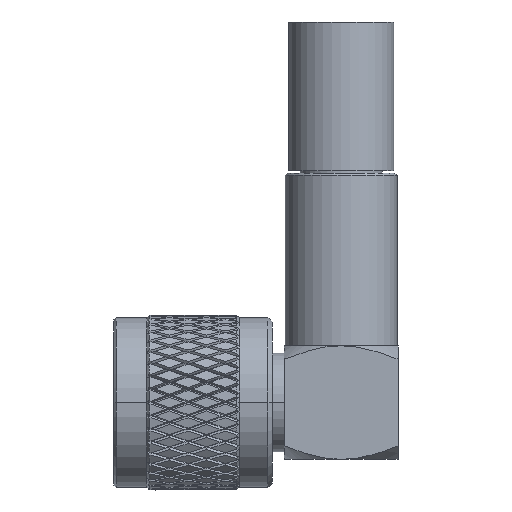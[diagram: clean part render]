
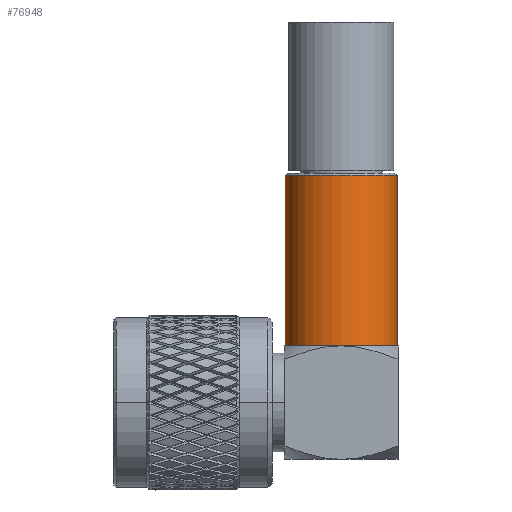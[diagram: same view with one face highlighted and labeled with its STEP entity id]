
A CAD part, front view. The second image highlights one B-rep face of the part: STEP entity #76948.
In plain terms, the highlighted cylindrical face has radius 6.5 mm (diameter 13 mm), a partial arc.
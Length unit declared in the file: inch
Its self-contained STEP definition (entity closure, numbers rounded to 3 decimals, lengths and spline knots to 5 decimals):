
#520 = DIRECTION ( 'NONE',  ( 0., 0., -1. ) ) ;
#1520 = AXIS2_PLACEMENT_3D ( 'NONE', #56636, #12938, #5489 ) ;
#5489 = DIRECTION ( 'NONE',  ( -1., 0., 0. ) ) ;
#8430 = FACE_OUTER_BOUND ( 'NONE', #44410, .T. ) ;
#10244 = EDGE_CURVE ( 'NONE', #71953, #47559, #52059, .T. ) ;
#10508 = CARTESIAN_POINT ( 'NONE',  ( 1.04, 0., 1.04 ) ) ;
#11977 = EDGE_CURVE ( 'NONE', #63301, #62754, #41628, .T. ) ;
#12297 = EDGE_CURVE ( 'NONE', #71953, #62754, #55863, .T. ) ;
#12938 = DIRECTION ( 'NONE',  ( 0., 0., 1. ) ) ;
#19391 = LINE ( 'NONE', #42616, #52956 ) ;
#22392 = DIRECTION ( 'NONE',  ( -1., 0., 0. ) ) ;
#23922 = EDGE_CURVE ( 'NONE', #47559, #63301, #19391, .T. ) ;
#26531 = CARTESIAN_POINT ( 'NONE',  ( 0.78409, 0., 1.04 ) ) ;
#31124 = CARTESIAN_POINT ( 'NONE',  ( 1.29591, 0., 0.26 ) ) ;
#36812 = CARTESIAN_POINT ( 'NONE',  ( 1.04, 0., 1.05 ) ) ;
#40109 = ORIENTED_EDGE ( 'NONE', *, *, #23922, .T. ) ;
#41628 = CIRCLE ( 'NONE', #1520, 0.25591 ) ;
#42378 = CARTESIAN_POINT ( 'NONE',  ( 1.29591, 0., 1.05 ) ) ;
#42616 = CARTESIAN_POINT ( 'NONE',  ( 0.78409, 0., 1.05 ) ) ;
#44410 = EDGE_LOOP ( 'NONE', ( #70242, #69789, #40109, #54971 ) ) ;
#47559 = VERTEX_POINT ( 'NONE', #26531 ) ;
#52059 = CIRCLE ( 'NONE', #90687, 0.25591 ) ;
#52956 = VECTOR ( 'NONE', #77953, 39.37008 ) ;
#54971 = ORIENTED_EDGE ( 'NONE', *, *, #11977, .T. ) ;
#55863 = LINE ( 'NONE', #42378, #72807 ) ;
#56636 = CARTESIAN_POINT ( 'NONE',  ( 1.04, 0., 0.26 ) ) ;
#58893 = DIRECTION ( 'NONE',  ( 0., 0., -1. ) ) ;
#62725 = AXIS2_PLACEMENT_3D ( 'NONE', #36812, #520, #22392 ) ;
#62754 = VERTEX_POINT ( 'NONE', #31124 ) ;
#63301 = VERTEX_POINT ( 'NONE', #63914 ) ;
#63914 = CARTESIAN_POINT ( 'NONE',  ( 0.78409, 0., 0.26 ) ) ;
#64043 = CARTESIAN_POINT ( 'NONE',  ( 1.29591, 0., 1.04 ) ) ;
#69789 = ORIENTED_EDGE ( 'NONE', *, *, #10244, .T. ) ;
#70242 = ORIENTED_EDGE ( 'NONE', *, *, #12297, .F. ) ;
#71953 = VERTEX_POINT ( 'NONE', #64043 ) ;
#72807 = VECTOR ( 'NONE', #84264, 39.37008 ) ;
#76948 = ADVANCED_FACE ( 'NONE', ( #8430 ), #78211, .T. ) ;
#77953 = DIRECTION ( 'NONE',  ( 0., 0., -1. ) ) ;
#78211 = CYLINDRICAL_SURFACE ( 'NONE', #62725, 0.25591 ) ;
#84264 = DIRECTION ( 'NONE',  ( 0., 0., -1. ) ) ;
#87297 = DIRECTION ( 'NONE',  ( 1., 0., 0. ) ) ;
#90687 = AXIS2_PLACEMENT_3D ( 'NONE', #10508, #58893, #87297 ) ;
